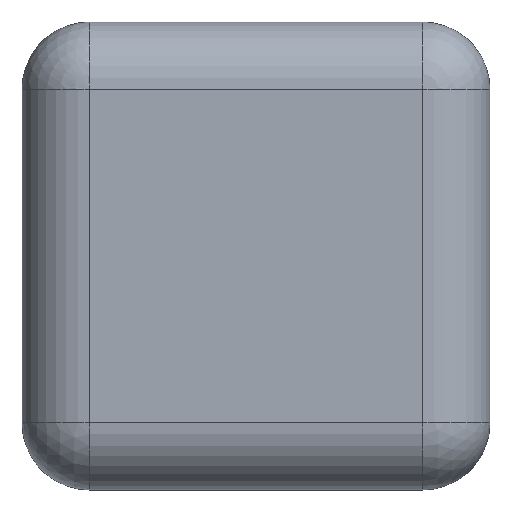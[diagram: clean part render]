
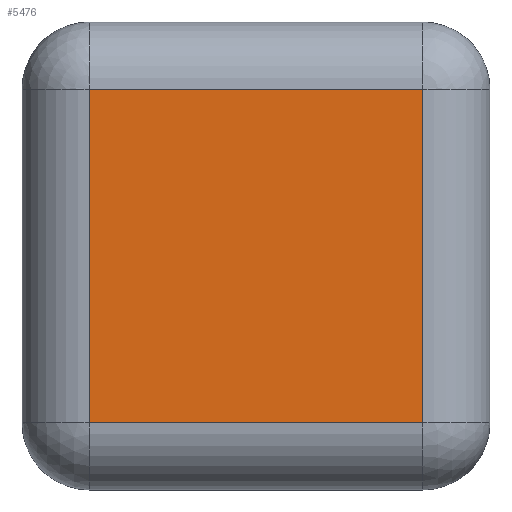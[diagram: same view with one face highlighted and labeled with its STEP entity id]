
A CAD part, front view. The second image highlights one B-rep face of the part: STEP entity #5476.
In plain terms, the highlighted planar face has unit normal (0, -1, 0).
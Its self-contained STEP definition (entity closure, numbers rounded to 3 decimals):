
#2163 = CARTESIAN_POINT ( 'NONE',  ( 0., -106.864, -198.359 ) ) ;
#3487 = VECTOR ( 'NONE', #30789, 1000. ) ;
#4680 = LINE ( 'NONE', #29524, #22709 ) ;
#5476 = ADVANCED_FACE ( 'NONE', ( #33103 ), #8255, .T. ) ;
#7273 = VECTOR ( 'NONE', #26846, 1000. ) ;
#8255 = PLANE ( 'NONE',  #35328 ) ;
#9016 = ORIENTED_EDGE ( 'NONE', *, *, #21094, .T. ) ;
#9845 = DIRECTION ( 'NONE',  ( 0., 0., -1. ) ) ;
#10552 = DIRECTION ( 'NONE',  ( 0., -1., 0. ) ) ;
#11103 = ORIENTED_EDGE ( 'NONE', *, *, #17892, .T. ) ;
#11274 = DIRECTION ( 'NONE',  ( 0., 0., -1. ) ) ;
#11658 = CARTESIAN_POINT ( 'NONE',  ( 0., -106.864, 198.359 ) ) ;
#11769 = EDGE_LOOP ( 'NONE', ( #11103, #9016, #27275, #24496 ) ) ;
#12211 = VERTEX_POINT ( 'NONE', #15949 ) ;
#13185 = VECTOR ( 'NONE', #13845, 1000. ) ;
#13845 = DIRECTION ( 'NONE',  ( 0., 0., 1. ) ) ;
#15949 = CARTESIAN_POINT ( 'NONE',  ( 198.363, -106.864, -198.359 ) ) ;
#16478 = EDGE_CURVE ( 'NONE', #30286, #24619, #4680, .T. ) ;
#17892 = EDGE_CURVE ( 'NONE', #12211, #25656, #29580, .T. ) ;
#21094 = EDGE_CURVE ( 'NONE', #25656, #30286, #33296, .T. ) ;
#21271 = CARTESIAN_POINT ( 'NONE',  ( 198.363, -106.864, 198.359 ) ) ;
#21525 = CARTESIAN_POINT ( 'NONE',  ( 198.363, -106.864, 0. ) ) ;
#22709 = VECTOR ( 'NONE', #9845, 1000. ) ;
#24496 = ORIENTED_EDGE ( 'NONE', *, *, #30150, .T. ) ;
#24619 = VERTEX_POINT ( 'NONE', #27501 ) ;
#25656 = VERTEX_POINT ( 'NONE', #21271 ) ;
#26653 = LINE ( 'NONE', #2163, #7273 ) ;
#26846 = DIRECTION ( 'NONE',  ( 1., 0., 0. ) ) ;
#27275 = ORIENTED_EDGE ( 'NONE', *, *, #16478, .T. ) ;
#27501 = CARTESIAN_POINT ( 'NONE',  ( -198.363, -106.864, -198.359 ) ) ;
#29524 = CARTESIAN_POINT ( 'NONE',  ( -198.363, -106.864, 0. ) ) ;
#29580 = LINE ( 'NONE', #21525, #13185 ) ;
#30150 = EDGE_CURVE ( 'NONE', #24619, #12211, #26653, .T. ) ;
#30286 = VERTEX_POINT ( 'NONE', #33769 ) ;
#30789 = DIRECTION ( 'NONE',  ( -1., 0., 0. ) ) ;
#33103 = FACE_OUTER_BOUND ( 'NONE', #11769, .T. ) ;
#33296 = LINE ( 'NONE', #11658, #3487 ) ;
#33769 = CARTESIAN_POINT ( 'NONE',  ( -198.363, -106.864, 198.359 ) ) ;
#35042 = CARTESIAN_POINT ( 'NONE',  ( 0., -106.864, 0. ) ) ;
#35328 = AXIS2_PLACEMENT_3D ( 'NONE', #35042, #10552, #11274 ) ;
